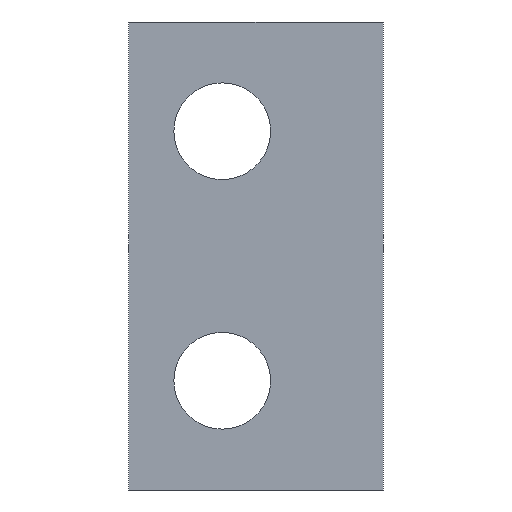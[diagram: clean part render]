
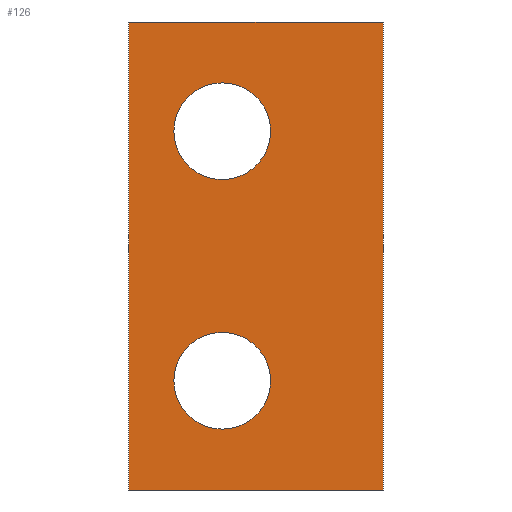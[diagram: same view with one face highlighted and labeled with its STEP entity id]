
A CAD part, left-side view. The second image highlights one B-rep face of the part: STEP entity #126.
In plain terms, the highlighted planar face has unit normal (-1, 0, 0).
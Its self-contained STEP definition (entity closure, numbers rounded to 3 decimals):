
#9 = VERTEX_POINT ( 'NONE', #287 ) ;
#11 = CARTESIAN_POINT ( 'NONE',  ( -2., 6., -7.5 ) ) ;
#15 = DIRECTION ( 'NONE',  ( 1., 0., 0. ) ) ;
#17 = FACE_BOUND ( 'NONE', #381, .T. ) ;
#18 = EDGE_CURVE ( 'NONE', #67, #213, #347, .T. ) ;
#46 = AXIS2_PLACEMENT_3D ( 'NONE', #210, #204, #87 ) ;
#49 = CARTESIAN_POINT ( 'NONE',  ( -2., -2.167, 7.5 ) ) ;
#50 = LINE ( 'NONE', #269, #76 ) ;
#58 = DIRECTION ( 'NONE',  ( 0., 1., 0. ) ) ;
#67 = VERTEX_POINT ( 'NONE', #297 ) ;
#72 = EDGE_CURVE ( 'NONE', #9, #281, #50, .T. ) ;
#76 = VECTOR ( 'NONE', #391, 1000. ) ;
#78 = CARTESIAN_POINT ( 'NONE',  ( -2., -2.167, 7.5 ) ) ;
#81 = CARTESIAN_POINT ( 'NONE',  ( -2., 3., 2.45 ) ) ;
#82 = DIRECTION ( 'NONE',  ( 1., 0., 0. ) ) ;
#86 = EDGE_CURVE ( 'NONE', #279, #242, #241, .T. ) ;
#87 = DIRECTION ( 'NONE',  ( 0., 0., -1. ) ) ;
#88 = DIRECTION ( 'NONE',  ( 1., 0., 0. ) ) ;
#93 = ORIENTED_EDGE ( 'NONE', *, *, #203, .T. ) ;
#95 = CIRCLE ( 'NONE', #320, 1.55 ) ;
#103 = ORIENTED_EDGE ( 'NONE', *, *, #72, .F. ) ;
#105 = EDGE_LOOP ( 'NONE', ( #194, #200 ) ) ;
#110 = CARTESIAN_POINT ( 'NONE',  ( -2., -2.167, -7.5 ) ) ;
#111 = CARTESIAN_POINT ( 'NONE',  ( -2., 6., 7.5 ) ) ;
#116 = FACE_BOUND ( 'NONE', #105, .T. ) ;
#120 = VERTEX_POINT ( 'NONE', #202 ) ;
#126 = ADVANCED_FACE ( 'NONE', ( #116, #17, #390 ), #237, .F. ) ;
#133 = CARTESIAN_POINT ( 'NONE',  ( -2., 3., -4. ) ) ;
#137 = EDGE_CURVE ( 'NONE', #120, #255, #344, .T. ) ;
#141 = CARTESIAN_POINT ( 'NONE',  ( -2., 3., -5.55 ) ) ;
#166 = ORIENTED_EDGE ( 'NONE', *, *, #190, .T. ) ;
#171 = LINE ( 'NONE', #231, #180 ) ;
#172 = DIRECTION ( 'NONE',  ( 0., 0., -1. ) ) ;
#180 = VECTOR ( 'NONE', #346, 1000. ) ;
#190 = EDGE_CURVE ( 'NONE', #9, #67, #171, .T. ) ;
#194 = ORIENTED_EDGE ( 'NONE', *, *, #86, .T. ) ;
#200 = ORIENTED_EDGE ( 'NONE', *, *, #350, .T. ) ;
#202 = CARTESIAN_POINT ( 'NONE',  ( -2., 3., -2.45 ) ) ;
#203 = EDGE_CURVE ( 'NONE', #255, #120, #95, .T. ) ;
#204 = DIRECTION ( 'NONE',  ( 1., 0., 0. ) ) ;
#210 = CARTESIAN_POINT ( 'NONE',  ( -2., 3., 4. ) ) ;
#213 = VERTEX_POINT ( 'NONE', #110 ) ;
#223 = AXIS2_PLACEMENT_3D ( 'NONE', #275, #240, #367 ) ;
#227 = ORIENTED_EDGE ( 'NONE', *, *, #18, .T. ) ;
#229 = ORIENTED_EDGE ( 'NONE', *, *, #137, .T. ) ;
#231 = CARTESIAN_POINT ( 'NONE',  ( -2., 6., 7.5 ) ) ;
#237 = PLANE ( 'NONE',  #332 ) ;
#240 = DIRECTION ( 'NONE',  ( 1., 0., 0. ) ) ;
#241 = CIRCLE ( 'NONE', #299, 1.55 ) ;
#242 = VERTEX_POINT ( 'NONE', #377 ) ;
#244 = VECTOR ( 'NONE', #362, 1000. ) ;
#255 = VERTEX_POINT ( 'NONE', #141 ) ;
#257 = CIRCLE ( 'NONE', #46, 1.55 ) ;
#267 = CARTESIAN_POINT ( 'NONE',  ( -2., 3., 4. ) ) ;
#269 = CARTESIAN_POINT ( 'NONE',  ( -2., 6., 7.5 ) ) ;
#275 = CARTESIAN_POINT ( 'NONE',  ( -2., 3., -4. ) ) ;
#279 = VERTEX_POINT ( 'NONE', #81 ) ;
#281 = VERTEX_POINT ( 'NONE', #78 ) ;
#287 = CARTESIAN_POINT ( 'NONE',  ( -2., 6., 7.5 ) ) ;
#297 = CARTESIAN_POINT ( 'NONE',  ( -2., 6., -7.5 ) ) ;
#299 = AXIS2_PLACEMENT_3D ( 'NONE', #267, #88, #172 ) ;
#303 = EDGE_LOOP ( 'NONE', ( #227, #372, #103, #166 ) ) ;
#316 = DIRECTION ( 'NONE',  ( 0., 0., -1. ) ) ;
#320 = AXIS2_PLACEMENT_3D ( 'NONE', #133, #15, #316 ) ;
#327 = VECTOR ( 'NONE', #349, 1000. ) ;
#330 = LINE ( 'NONE', #49, #244 ) ;
#332 = AXIS2_PLACEMENT_3D ( 'NONE', #111, #82, #58 ) ;
#343 = EDGE_CURVE ( 'NONE', #281, #213, #330, .T. ) ;
#344 = CIRCLE ( 'NONE', #223, 1.55 ) ;
#346 = DIRECTION ( 'NONE',  ( 0., 0., -1. ) ) ;
#347 = LINE ( 'NONE', #11, #327 ) ;
#349 = DIRECTION ( 'NONE',  ( 0., -1., 0. ) ) ;
#350 = EDGE_CURVE ( 'NONE', #242, #279, #257, .T. ) ;
#362 = DIRECTION ( 'NONE',  ( 0., 0., -1. ) ) ;
#367 = DIRECTION ( 'NONE',  ( 0., 0., -1. ) ) ;
#372 = ORIENTED_EDGE ( 'NONE', *, *, #343, .F. ) ;
#377 = CARTESIAN_POINT ( 'NONE',  ( -2., 3., 5.55 ) ) ;
#381 = EDGE_LOOP ( 'NONE', ( #93, #229 ) ) ;
#390 = FACE_OUTER_BOUND ( 'NONE', #303, .T. ) ;
#391 = DIRECTION ( 'NONE',  ( 0., -1., 0. ) ) ;
